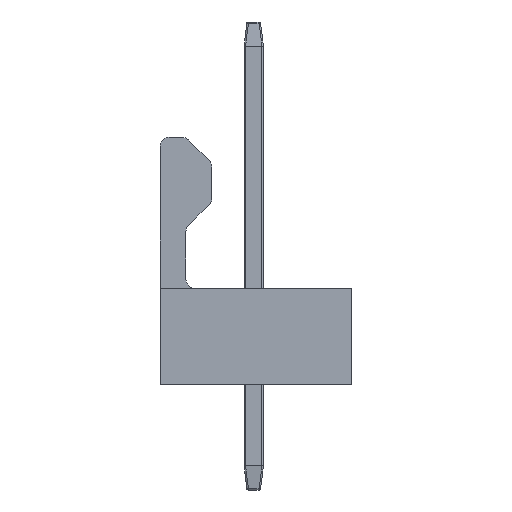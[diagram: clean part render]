
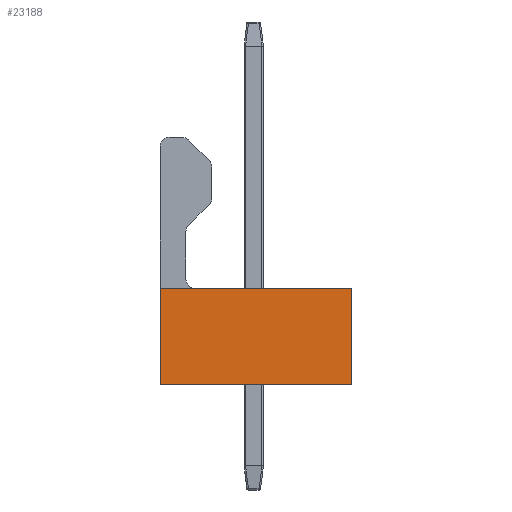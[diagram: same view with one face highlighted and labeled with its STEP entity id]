
A CAD part, left-side view. The second image highlights one B-rep face of the part: STEP entity #23188.
In plain terms, the highlighted planar face has unit normal (-1, 0, 0).
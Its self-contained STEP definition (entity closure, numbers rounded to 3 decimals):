
#753 = LINE ( 'NONE', #23423, #11527 ) ;
#1492 = FACE_OUTER_BOUND ( 'NONE', #27205, .T. ) ;
#2744 = LINE ( 'NONE', #26675, #15819 ) ;
#5328 = CARTESIAN_POINT ( 'NONE',  ( -8.74, -3.25, 3.18 ) ) ;
#7273 = DIRECTION ( 'NONE',  ( 0., 0., -1. ) ) ;
#9292 = ORIENTED_EDGE ( 'NONE', *, *, #24881, .F. ) ;
#11493 = CARTESIAN_POINT ( 'NONE',  ( -8.74, -3.25, 0. ) ) ;
#11527 = VECTOR ( 'NONE', #34797, 1000. ) ;
#12209 = VECTOR ( 'NONE', #26583, 1000. ) ;
#15216 = CARTESIAN_POINT ( 'NONE',  ( -8.74, -3.25, 3.18 ) ) ;
#15221 = VECTOR ( 'NONE', #23478, 1000. ) ;
#15819 = VECTOR ( 'NONE', #23506, 1000. ) ;
#16695 = EDGE_CURVE ( 'NONE', #32980, #31904, #2744, .T. ) ;
#17890 = CARTESIAN_POINT ( 'NONE',  ( -8.74, -3.25, 0. ) ) ;
#17958 = CARTESIAN_POINT ( 'NONE',  ( -8.74, 3.1, 0. ) ) ;
#18015 = LINE ( 'NONE', #15216, #12209 ) ;
#18509 = ORIENTED_EDGE ( 'NONE', *, *, #21331, .F. ) ;
#19270 = CARTESIAN_POINT ( 'NONE',  ( -8.74, 3.1, 3.18 ) ) ;
#21331 = EDGE_CURVE ( 'NONE', #23269, #21666, #753, .T. ) ;
#21355 = CARTESIAN_POINT ( 'NONE',  ( -8.74, -3.25, 3.18 ) ) ;
#21666 = VERTEX_POINT ( 'NONE', #11493 ) ;
#23188 = ADVANCED_FACE ( 'NONE', ( #1492 ), #34782, .F. ) ;
#23269 = VERTEX_POINT ( 'NONE', #5328 ) ;
#23423 = CARTESIAN_POINT ( 'NONE',  ( -8.74, -3.25, 3.18 ) ) ;
#23478 = DIRECTION ( 'NONE',  ( 0., -1., 0. ) ) ;
#23506 = DIRECTION ( 'NONE',  ( 0., 0., -1. ) ) ;
#24144 = AXIS2_PLACEMENT_3D ( 'NONE', #21355, #32495, #7273 ) ;
#24881 = EDGE_CURVE ( 'NONE', #32980, #23269, #18015, .T. ) ;
#26319 = EDGE_CURVE ( 'NONE', #31904, #21666, #31471, .T. ) ;
#26583 = DIRECTION ( 'NONE',  ( 0., -1., 0. ) ) ;
#26675 = CARTESIAN_POINT ( 'NONE',  ( -8.74, 3.1, 3.18 ) ) ;
#27205 = EDGE_LOOP ( 'NONE', ( #30842, #18509, #9292, #33716 ) ) ;
#30842 = ORIENTED_EDGE ( 'NONE', *, *, #26319, .T. ) ;
#31471 = LINE ( 'NONE', #17890, #15221 ) ;
#31904 = VERTEX_POINT ( 'NONE', #17958 ) ;
#32495 = DIRECTION ( 'NONE',  ( 1., 0., 0. ) ) ;
#32980 = VERTEX_POINT ( 'NONE', #19270 ) ;
#33716 = ORIENTED_EDGE ( 'NONE', *, *, #16695, .T. ) ;
#34782 = PLANE ( 'NONE',  #24144 ) ;
#34797 = DIRECTION ( 'NONE',  ( 0., 0., -1. ) ) ;
